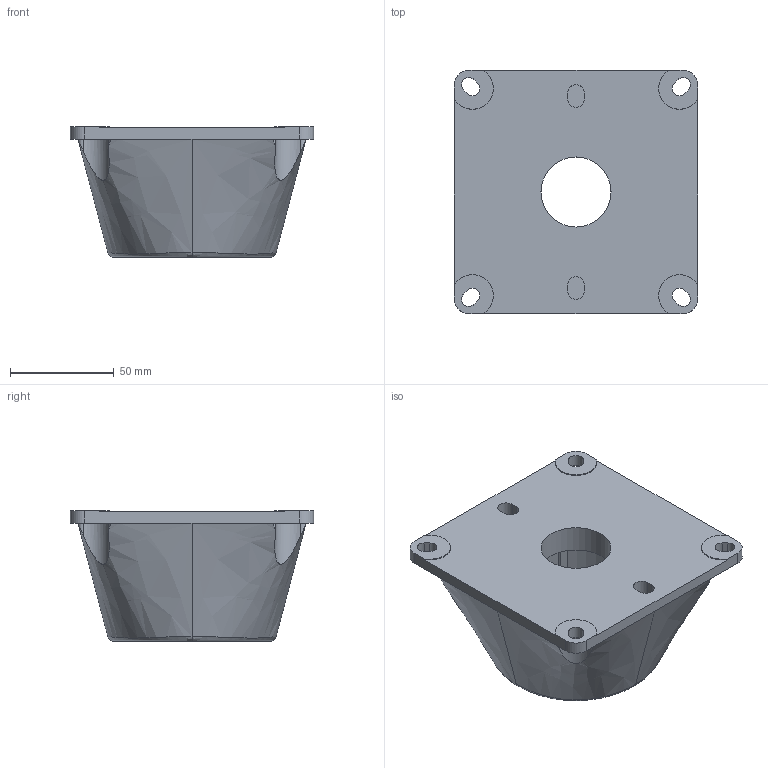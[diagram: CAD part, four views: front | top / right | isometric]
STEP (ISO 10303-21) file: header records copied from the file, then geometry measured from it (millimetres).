
FILE_DESCRIPTION(/* description */ (''),/* implementation_level */ '2;1');
FILE_NAME(/* name */ '1657202285188.stp',/* time_stamp */ '2022-07-07T15:58:08+02:00',/* author */ (''),/* organization */ ('SMS'),/* preprocessor_version */ 'ST-DEVELOPER v16.7',/* originating_system */ 'SIEMENS PLM Software NX 12.0',/* authorisation */ '');
FILE_SCHEMA (('AUTOMOTIVE_DESIGN { 1 0 10303 214 3 1 1 1 }'));
Length unit declared in the file: millimetre
Products named in the file (1): 204224590mod000_00
Bounding box: 117.4 x 117.4 x 63 mm (x, y, z)
Volume: 389666.7 mm3; surface area: 55594.1 mm2
Topology: 1 solids, 1 shells, 238 faces, 612 edges, 383 vertices
Faces by surface type: cylinder 102, plane 79, torus 48, bspline 9
Full cylindrical faces by diameter (mm): 33.8 x1
Entity records: 8562 total; most frequent: CARTESIAN_POINT 2735, ORIENTED_EDGE 1222, DIRECTION 1212, EDGE_CURVE 611, AXIS2_PLACEMENT_3D 456, VERTEX_POINT 380, LINE 300, VECTOR 300
